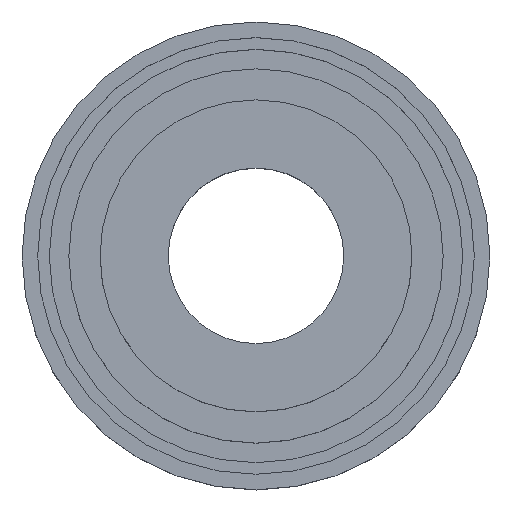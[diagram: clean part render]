
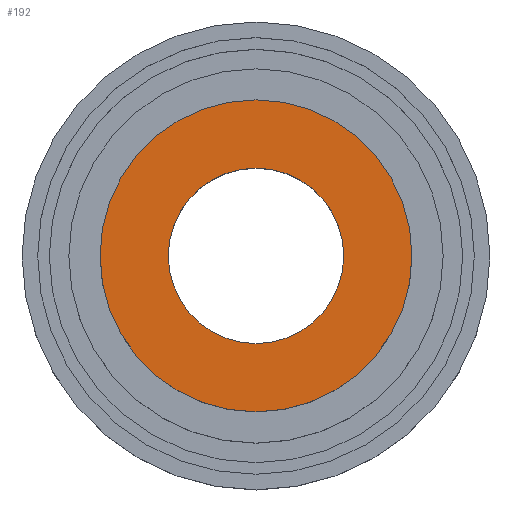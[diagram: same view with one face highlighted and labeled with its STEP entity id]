
A CAD part, top view. The second image highlights one B-rep face of the part: STEP entity #192.
In plain terms, the highlighted planar face has unit normal (0, 0, 1).
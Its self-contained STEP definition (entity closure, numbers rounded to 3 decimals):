
#26=FACE_BOUND('',#66,.T.);
#32=PLANE('',#234);
#46=FACE_OUTER_BOUND('',#65,.T.);
#65=EDGE_LOOP('',(#175));
#66=EDGE_LOOP('',(#176));
#86=CIRCLE('',#213,11.25);
#96=CIRCLE('',#229,20.);
#100=VERTEX_POINT('',#312);
#110=VERTEX_POINT('',#344);
#115=EDGE_CURVE('',#100,#100,#86,.T.);
#132=EDGE_CURVE('',#110,#110,#96,.T.);
#175=ORIENTED_EDGE('',*,*,#132,.T.);
#176=ORIENTED_EDGE('',*,*,#115,.T.);
#192=ADVANCED_FACE('',(#46,#26),#32,.T.);
#213=AXIS2_PLACEMENT_3D('',#313,#250,#251);
#229=AXIS2_PLACEMENT_3D('',#346,#289,#290);
#234=AXIS2_PLACEMENT_3D('',#351,#299,#300);
#250=DIRECTION('center_axis',(0.,0.,-1.));
#251=DIRECTION('ref_axis',(1.,0.,0.));
#289=DIRECTION('center_axis',(0.,0.,1.));
#290=DIRECTION('ref_axis',(1.,0.,0.));
#299=DIRECTION('center_axis',(0.,0.,1.));
#300=DIRECTION('ref_axis',(1.,0.,0.));
#312=CARTESIAN_POINT('',(-281.25,0.,25.));
#313=CARTESIAN_POINT('Origin',(-270.,0.,
25.));
#344=CARTESIAN_POINT('',(-290.,0.,25.));
#346=CARTESIAN_POINT('Origin',(-270.,0.,
25.));
#351=CARTESIAN_POINT('Origin',(-270.,0.,
25.));
